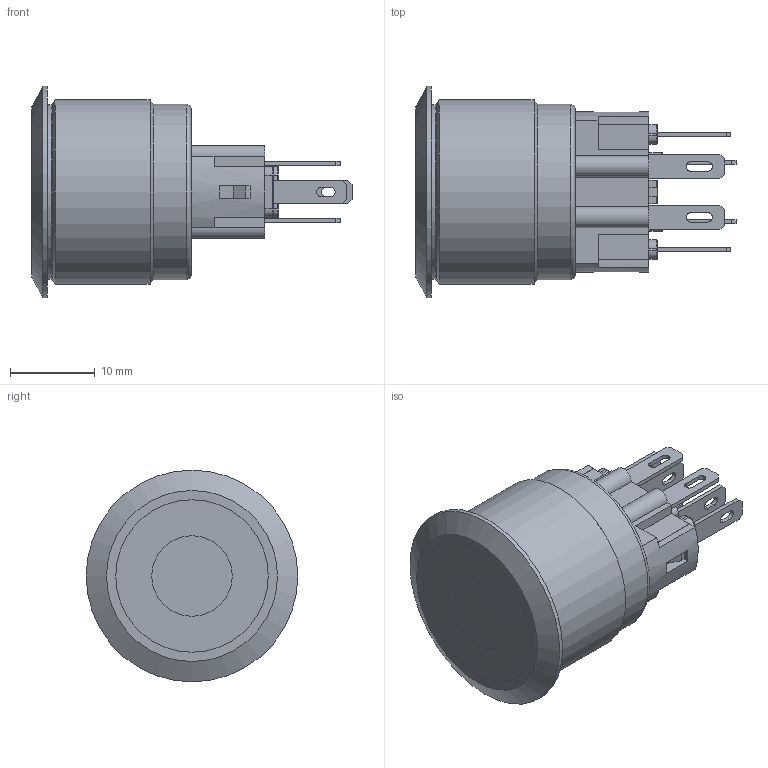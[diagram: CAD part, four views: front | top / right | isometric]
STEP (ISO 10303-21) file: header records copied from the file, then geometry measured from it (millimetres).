
FILE_DESCRIPTION(/* description */ (''),/* implementation_level */ '2;1');
FILE_NAME(/* name */ 'PV7F2Y0xx-2Rx.stp',/* time_stamp */ '2023-03-03T08:42:53-06:00',/* author */ ('mwilliams'),/* organization */ (''),/* preprocessor_version */ 'ST-DEVELOPER v18',/* originating_system */ 'Autodesk Inventor 2020',/* authorisation */ '');
FILE_SCHEMA (('AUTOMOTIVE_DESIGN { 1 0 10303 214 3 1 1 }'));
Length unit declared in the file: millimetre
Products named in the file (1): PV7F2Y0xx-2Rx
Bounding box: 37.8 x 25 x 25 mm (x, y, z)
Volume: 8288.7 mm3; surface area: 3900 mm2
Topology: 1 solids, 1 shells, 295 faces, 799 edges, 512 vertices
Faces by surface type: plane 206, cylinder 68, torus 18, cone 3
Full cylindrical faces by diameter (mm): 2 x4, 20.6 x1, 20.7 x1, 21.8 x1, 25 x1
Entity records: 9270 total; most frequent: CARTESIAN_POINT 1607, ORIENTED_EDGE 1598, DIRECTION 1565, EDGE_CURVE 799, LINE 625, VECTOR 625, VERTEX_POINT 512, AXIS2_PLACEMENT_3D 470
